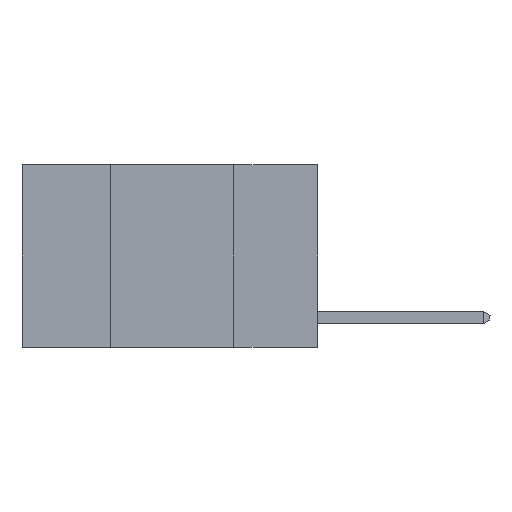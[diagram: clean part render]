
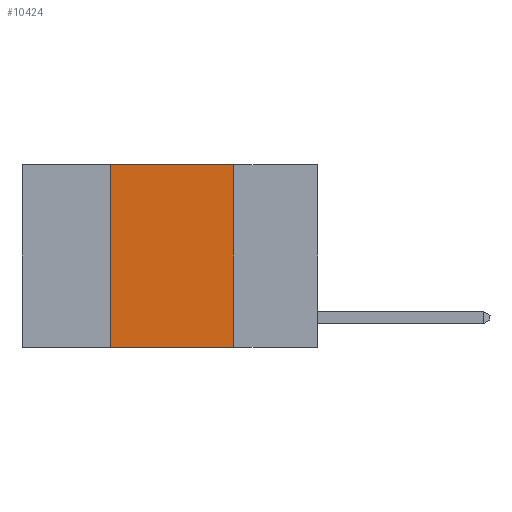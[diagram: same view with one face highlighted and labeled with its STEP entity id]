
A CAD part, left-side view. The second image highlights one B-rep face of the part: STEP entity #10424.
In plain terms, the highlighted planar face has unit normal (-1, 0, 0).
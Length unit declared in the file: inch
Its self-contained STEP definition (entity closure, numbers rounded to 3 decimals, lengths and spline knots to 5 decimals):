
#177 = CARTESIAN_POINT ( 'NONE',  ( 0., 0.42, -0.37 ) ) ;
#221 = VERTEX_POINT ( 'NONE', #177 ) ;
#1407 = LINE ( 'NONE', #22742, #18644 ) ;
#4858 = DIRECTION ( 'NONE',  ( 0., -1., 0. ) ) ;
#7331 = CARTESIAN_POINT ( 'NONE',  ( 0., 0.42, 0. ) ) ;
#7753 = EDGE_CURVE ( 'NONE', #221, #10606, #19231, .T. ) ;
#8260 = CARTESIAN_POINT ( 'NONE',  ( 0., 0.17, 0. ) ) ;
#8289 = CARTESIAN_POINT ( 'NONE',  ( 0., 0.42, 0. ) ) ;
#9413 = EDGE_CURVE ( 'NONE', #15065, #18640, #19631, .T. ) ;
#9578 = CARTESIAN_POINT ( 'NONE',  ( 0., 0.6, 0. ) ) ;
#10424 = ADVANCED_FACE ( 'NONE', ( #20891 ), #22894, .F. ) ;
#10606 = VERTEX_POINT ( 'NONE', #26990 ) ;
#11035 = VECTOR ( 'NONE', #17454, 39.37008 ) ;
#11879 = DIRECTION ( 'NONE',  ( 0., 0., -1. ) ) ;
#13732 = VECTOR ( 'NONE', #4858, 39.37008 ) ;
#15065 = VERTEX_POINT ( 'NONE', #7331 ) ;
#16107 = AXIS2_PLACEMENT_3D ( 'NONE', #9578, #18577, #11879 ) ;
#16480 = ORIENTED_EDGE ( 'NONE', *, *, #9413, .F. ) ;
#17123 = LINE ( 'NONE', #8289, #11035 ) ;
#17189 = ORIENTED_EDGE ( 'NONE', *, *, #24157, .F. ) ;
#17454 = DIRECTION ( 'NONE',  ( 0., 0., 1. ) ) ;
#18257 = EDGE_LOOP ( 'NONE', ( #27941, #16480, #17189, #18529 ) ) ;
#18529 = ORIENTED_EDGE ( 'NONE', *, *, #7753, .T. ) ;
#18576 = VECTOR ( 'NONE', #25074, 39.37008 ) ;
#18577 = DIRECTION ( 'NONE',  ( 1., 0., 0. ) ) ;
#18640 = VERTEX_POINT ( 'NONE', #8260 ) ;
#18644 = VECTOR ( 'NONE', #24902, 39.37008 ) ;
#18697 = CARTESIAN_POINT ( 'NONE',  ( 0., 0.6, -0.37 ) ) ;
#19231 = LINE ( 'NONE', #18697, #18576 ) ;
#19631 = LINE ( 'NONE', #20592, #13732 ) ;
#19831 = EDGE_CURVE ( 'NONE', #18640, #10606, #1407, .T. ) ;
#20592 = CARTESIAN_POINT ( 'NONE',  ( 0., 0.6, 0. ) ) ;
#20891 = FACE_OUTER_BOUND ( 'NONE', #18257, .T. ) ;
#22742 = CARTESIAN_POINT ( 'NONE',  ( 0., 0.17, 0. ) ) ;
#22894 = PLANE ( 'NONE',  #16107 ) ;
#24157 = EDGE_CURVE ( 'NONE', #221, #15065, #17123, .T. ) ;
#24902 = DIRECTION ( 'NONE',  ( 0., 0., -1. ) ) ;
#25074 = DIRECTION ( 'NONE',  ( 0., -1., 0. ) ) ;
#26990 = CARTESIAN_POINT ( 'NONE',  ( 0., 0.17, -0.37 ) ) ;
#27941 = ORIENTED_EDGE ( 'NONE', *, *, #19831, .F. ) ;
